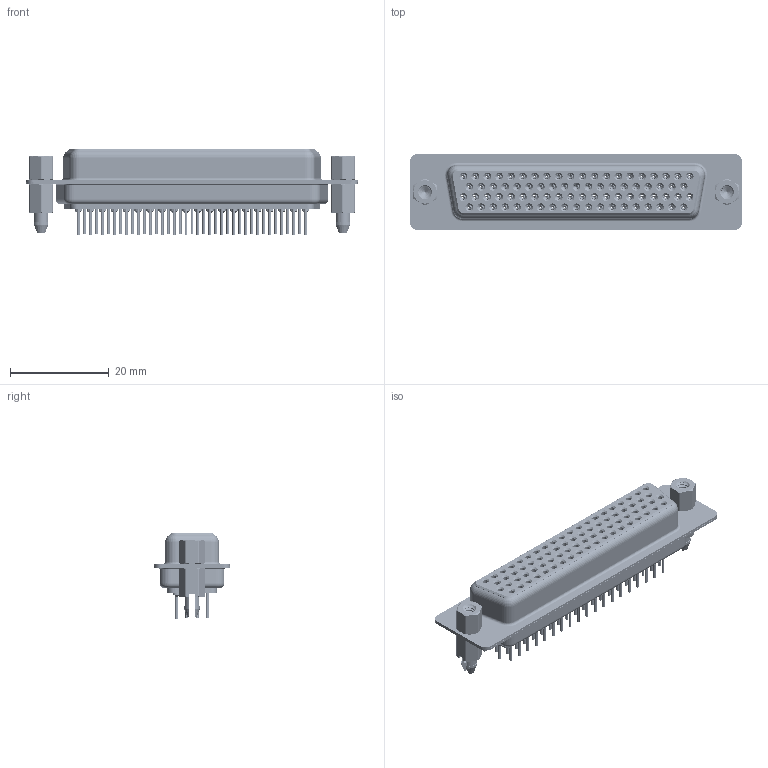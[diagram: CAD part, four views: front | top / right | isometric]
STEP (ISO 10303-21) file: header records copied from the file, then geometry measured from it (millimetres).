
FILE_DESCRIPTION (( 'STEP AP203' ), '1' );
FILE_NAME ('MHHDD-78FNS-H1.STEP', '2025-11-20T15:09:11', ( '' ), ( '' ), 'SwSTEP 2.0', 'SolidWorks 2023', '' );
FILE_SCHEMA (( 'CONFIG_CONTROL_DESIGN' ));
Length unit declared in the file: millimetre
Products named in the file (10): MHHDD Housing_78 Contacts; MHHDD Contact Row 1_30L; MHHDD-78FNS-H1; MHHDD Shell Front_78 Contacts; MHHDD Threaded Boardlock_LP; MHHDD Contact Row 78_30L; MHHDD Shell Rear_78 Contacts; MHHDD Contact Row 3_30L; MHHDD Contact Row 2_30L; MHHDD Hex Standoff
Assembly tree (85 placements, depth 2):
  MHHDD-78FNS-H1
    MHHDD Housing_78 Contacts
    MHHDD Shell Front_78 Contacts
    MHHDD Shell Rear_78 Contacts
    MHHDD Contact Row 1_30L  x19
    MHHDD Contact Row 2_30L  x20
    MHHDD Contact Row 3_30L  x19
    MHHDD Contact Row 78_30L  x20
    MHHDD Hex Standoff  x2
    MHHDD Threaded Boardlock_LP  x2
Bounding box: 67.2 x 15.4 x 17.3 mm (x, y, z)
Volume: 5995.6 mm3; surface area: 20890.4 mm2
Topology: 85 solids, 85 shells, 10392 faces, 26507 edges, 16450 vertices
Faces by surface type: cylinder 2815, plane 2543, torus 2125, bspline 1578, cone 1331
Entity records: 64071 total; most frequent: CARTESIAN_POINT 18314, DIRECTION 9456, ORIENTED_EDGE 8512, EDGE_CURVE 4256, AXIS2_PLACEMENT_3D 3987, VERTEX_POINT 2700, EDGE_LOOP 2232, CIRCLE 2170
